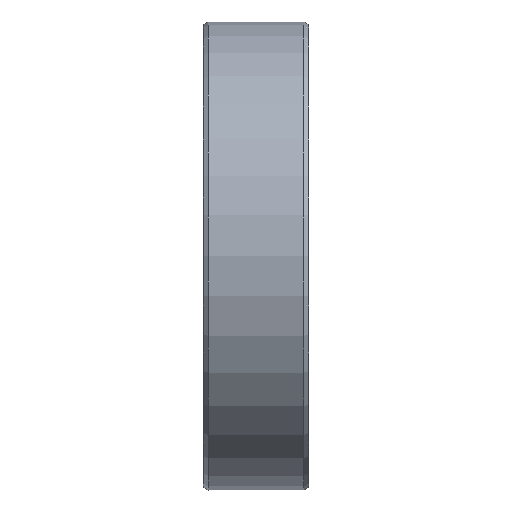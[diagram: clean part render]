
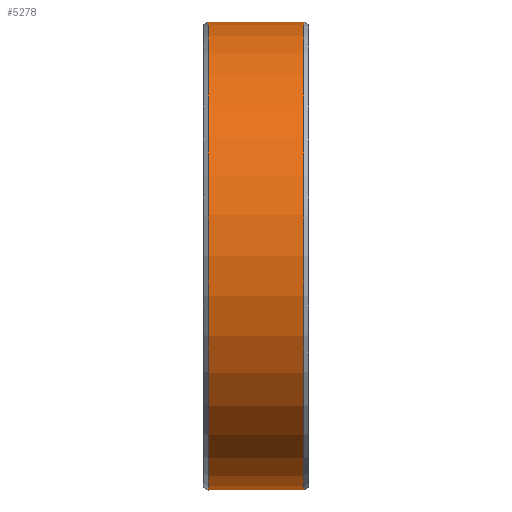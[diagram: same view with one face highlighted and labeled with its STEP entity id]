
A CAD part, top view. The second image highlights one B-rep face of the part: STEP entity #5278.
In plain terms, the highlighted cylindrical face has radius 40 mm (diameter 80 mm), a partial arc.
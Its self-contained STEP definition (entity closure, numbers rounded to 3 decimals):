
#4933=CARTESIAN_POINT('',(-8.2,0.,0.));
#4934=DIRECTION('',(1.,0.,0.));
#4935=DIRECTION('',(0.,1.,0.));
#4936=AXIS2_PLACEMENT_3D('',#4933,#4934,#4935);
#4938=CARTESIAN_POINT('',(-8.2,0.,0.));
#4939=DIRECTION('',(1.,0.,0.));
#4940=DIRECTION('',(0.,0.,1.));
#4941=AXIS2_PLACEMENT_3D('',#4938,#4939,#4940);
#4947=DIRECTION('',(-1.,0.,0.));
#4948=VECTOR('',#4947,16.4);
#4949=CARTESIAN_POINT('',(8.2,-40.,0.));
#4950=LINE('',#4949,#4948);
#4951=CARTESIAN_POINT('',(8.2,0.,0.));
#4952=DIRECTION('',(-1.,0.,0.));
#4953=DIRECTION('',(0.,-1.,0.));
#4954=AXIS2_PLACEMENT_3D('',#4951,#4952,#4953);
#4956=CARTESIAN_POINT('',(8.2,0.,0.));
#4957=DIRECTION('',(-1.,0.,0.));
#4958=DIRECTION('',(0.,0.,1.));
#4959=AXIS2_PLACEMENT_3D('',#4956,#4957,#4958);
#5009=DIRECTION('',(-1.,0.,0.));
#5010=VECTOR('',#5009,16.4);
#5011=CARTESIAN_POINT('',(8.2,40.,0.));
#5012=LINE('',#5011,#5010);
#5189=CARTESIAN_POINT('',(8.2,40.,0.));
#5190=VERTEX_POINT('',#5189);
#5192=CARTESIAN_POINT('',(8.2,-40.,0.));
#5194=VERTEX_POINT('',#5192);
#5195=CARTESIAN_POINT('',(8.2,0.,40.));
#5196=VERTEX_POINT('',#5195);
#5197=CARTESIAN_POINT('',(-8.2,-40.,0.));
#5198=VERTEX_POINT('',#5197);
#5199=CARTESIAN_POINT('',(-8.2,0.,40.));
#5200=VERTEX_POINT('',#5199);
#5201=CARTESIAN_POINT('',(-8.2,40.,0.));
#5202=VERTEX_POINT('',#5201);
#5261=CARTESIAN_POINT('',(-9.,0.,0.));
#5262=DIRECTION('',(1.,0.,0.));
#5263=DIRECTION('',(0.,-1.,0.));
#5264=AXIS2_PLACEMENT_3D('',#5261,#5262,#5263);
#5265=CYLINDRICAL_SURFACE('',#5264,40.);
#5267=ORIENTED_EDGE('',*,*,#5266,.F.);
#5269=ORIENTED_EDGE('',*,*,#5268,.F.);
#5271=ORIENTED_EDGE('',*,*,#5270,.T.);
#5272=ORIENTED_EDGE('',*,*,#5255,.F.);
#5273=ORIENTED_EDGE('',*,*,#5253,.F.);
#5275=ORIENTED_EDGE('',*,*,#5274,.F.);
#5276=EDGE_LOOP('',(#5267,#5269,#5271,#5272,#5273,#5275));
#5277=FACE_OUTER_BOUND('',#5276,.F.);
#4937=CIRCLE('',#4936,40.);
#4942=CIRCLE('',#4941,40.);
#4955=CIRCLE('',#4954,40.);
#4960=CIRCLE('',#4959,40.);
#5253=EDGE_CURVE('',#5202,#5200,#4937,.T.);
#5255=EDGE_CURVE('',#5200,#5198,#4942,.T.);
#5266=EDGE_CURVE('',#5196,#5190,#4960,.T.);
#5268=EDGE_CURVE('',#5194,#5196,#4955,.T.);
#5270=EDGE_CURVE('',#5194,#5198,#4950,.T.);
#5274=EDGE_CURVE('',#5190,#5202,#5012,.T.);
#5278=ADVANCED_FACE('',(#5277),#5265,.T.);
